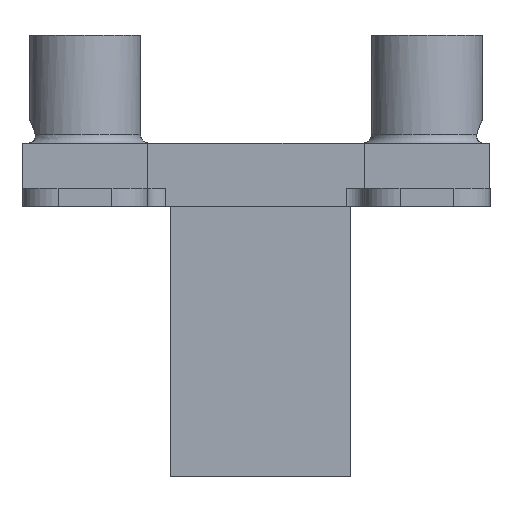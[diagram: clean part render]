
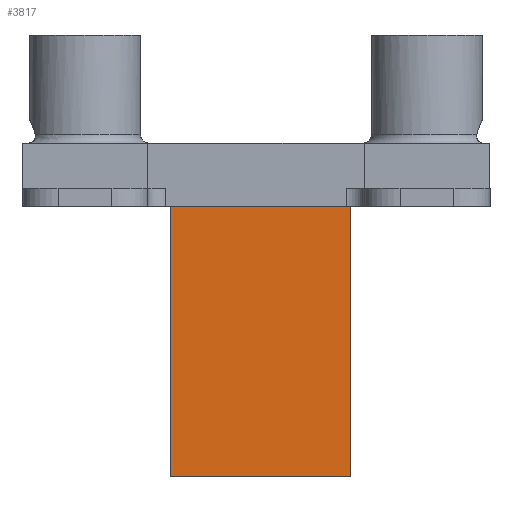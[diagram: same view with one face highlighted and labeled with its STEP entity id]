
A CAD part, front view. The second image highlights one B-rep face of the part: STEP entity #3817.
In plain terms, the highlighted planar face has unit normal (0, -1, 0).
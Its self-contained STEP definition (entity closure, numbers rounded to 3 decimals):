
#187=PLANE('',#4224);
#419=LINE('',#8107,#659);
#427=LINE('',#8122,#667);
#428=LINE('',#8124,#668);
#429=LINE('',#8125,#669);
#659=VECTOR('',#5256,10.);
#667=VECTOR('',#5268,10.);
#668=VECTOR('',#5271,10.);
#669=VECTOR('',#5272,10.);
#932=FACE_OUTER_BOUND('',#1195,.T.);
#1195=EDGE_LOOP('',(#3595,#3596,#3597,#3598));
#1895=VERTEX_POINT('',#8103);
#1897=VERTEX_POINT('',#8106);
#1901=VERTEX_POINT('',#8118);
#1902=VERTEX_POINT('',#8120);
#2460=EDGE_CURVE('',#1895,#1897,#419,.F.);
#2468=EDGE_CURVE('',#1901,#1902,#427,.T.);
#2469=EDGE_CURVE('',#1901,#1895,#428,.F.);
#2470=EDGE_CURVE('',#1897,#1902,#429,.F.);
#3595=ORIENTED_EDGE('',*,*,#2469,.F.);
#3596=ORIENTED_EDGE('',*,*,#2468,.T.);
#3597=ORIENTED_EDGE('',*,*,#2470,.F.);
#3598=ORIENTED_EDGE('',*,*,#2460,.F.);
#3817=ADVANCED_FACE('',(#932),#187,.T.);
#4224=AXIS2_PLACEMENT_3D('',#8123,#5269,#5270);
#5256=DIRECTION('',(0.,0.,1.));
#5268=DIRECTION('',(0.,0.,-1.));
#5269=DIRECTION('center_axis',(0.,-1.,0.));
#5270=DIRECTION('ref_axis',(-1.,0.,0.));
#5271=DIRECTION('',(-1.,0.,0.));
#5272=DIRECTION('',(1.,0.,0.));
#8103=CARTESIAN_POINT('',(43.175,180.533,7.385));
#8106=CARTESIAN_POINT('',(43.175,180.533,-7.615));
#8107=CARTESIAN_POINT('',(43.175,180.533,7.385));
#8118=CARTESIAN_POINT('',(33.175,180.533,7.385));
#8120=CARTESIAN_POINT('',(33.175,180.533,-7.615));
#8122=CARTESIAN_POINT('',(33.175,180.533,7.385));
#8123=CARTESIAN_POINT('Origin',(43.175,180.533,7.385));
#8124=CARTESIAN_POINT('',(40.675,180.533,7.385));
#8125=CARTESIAN_POINT('',(40.675,180.533,-7.615));
